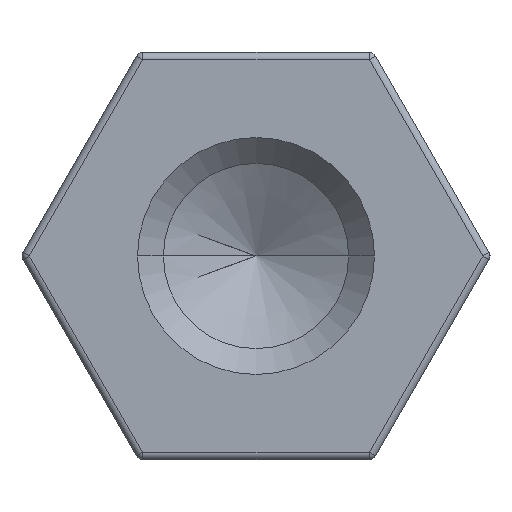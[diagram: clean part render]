
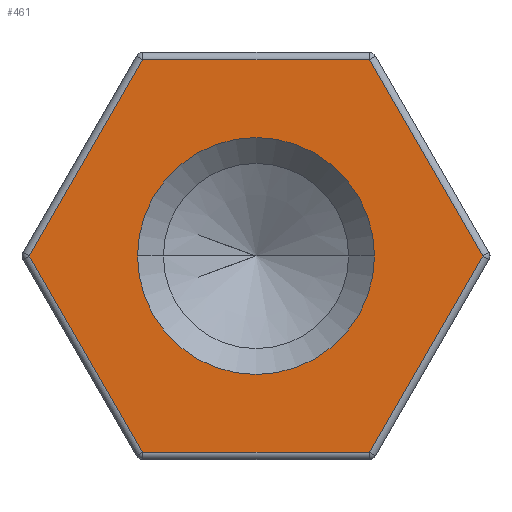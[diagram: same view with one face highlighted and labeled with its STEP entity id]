
A CAD part, left-side view. The second image highlights one B-rep face of the part: STEP entity #461.
In plain terms, the highlighted planar face has unit normal (-1, 0, 0).
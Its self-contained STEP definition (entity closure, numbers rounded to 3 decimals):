
#41 = VERTEX_POINT ( 'NONE', #438 ) ;
#43 = VERTEX_POINT ( 'NONE', #460 ) ;
#64 = CARTESIAN_POINT ( 'NONE',  ( 0., 0., 0. ) ) ;
#66 = DIRECTION ( 'NONE',  ( 1., 0., 0. ) ) ;
#69 = PLANE ( 'NONE',  #965 ) ;
#74 = FACE_BOUND ( 'NONE', #498, .T. ) ;
#87 = ORIENTED_EDGE ( 'NONE', *, *, #147, .T. ) ;
#128 = ORIENTED_EDGE ( 'NONE', *, *, #1254, .T. ) ;
#138 = DIRECTION ( 'NONE',  ( 1., 0., 0. ) ) ;
#140 = CARTESIAN_POINT ( 'NONE',  ( 0., 0., 0. ) ) ;
#147 = EDGE_CURVE ( 'NONE', #549, #398, #912, .T. ) ;
#153 = VERTEX_POINT ( 'NONE', #154 ) ;
#154 = CARTESIAN_POINT ( 'NONE',  ( 0., 3.06, 0. ) ) ;
#173 = ORIENTED_EDGE ( 'NONE', *, *, #218, .T. ) ;
#218 = EDGE_CURVE ( 'NONE', #41, #313, #1113, .T. ) ;
#246 = EDGE_CURVE ( 'NONE', #1107, #41, #856, .T. ) ;
#274 = LINE ( 'NONE', #961, #1112 ) ;
#313 = VERTEX_POINT ( 'NONE', #1091 ) ;
#316 = ORIENTED_EDGE ( 'NONE', *, *, #486, .T. ) ;
#336 = VECTOR ( 'NONE', #880, 1000. ) ;
#376 = ORIENTED_EDGE ( 'NONE', *, *, #767, .T. ) ;
#398 = VERTEX_POINT ( 'NONE', #1365 ) ;
#436 = VERTEX_POINT ( 'NONE', #1340 ) ;
#438 = CARTESIAN_POINT ( 'NONE',  ( 0., -1.53, 2.65 ) ) ;
#460 = CARTESIAN_POINT ( 'NONE',  ( 0., 1.53, -2.65 ) ) ;
#461 = ADVANCED_FACE ( 'NONE', ( #1018, #74 ), #69, .F. ) ;
#472 = EDGE_LOOP ( 'NONE', ( #860, #173, #376, #543, #128, #316 ) ) ;
#476 = CARTESIAN_POINT ( 'NONE',  ( 0., 0., -2.65 ) ) ;
#486 = EDGE_CURVE ( 'NONE', #436, #1107, #274, .T. ) ;
#498 = EDGE_LOOP ( 'NONE', ( #583, #87 ) ) ;
#515 = DIRECTION ( 'NONE',  ( 0., 1., 0. ) ) ;
#523 = DIRECTION ( 'NONE',  ( 1., 0., 0. ) ) ;
#527 = CARTESIAN_POINT ( 'NONE',  ( 0., 0., 0. ) ) ;
#543 = ORIENTED_EDGE ( 'NONE', *, *, #903, .T. ) ;
#545 = AXIS2_PLACEMENT_3D ( 'NONE', #140, #138, #1252 ) ;
#549 = VERTEX_POINT ( 'NONE', #1258 ) ;
#583 = ORIENTED_EDGE ( 'NONE', *, *, #976, .T. ) ;
#617 = VECTOR ( 'NONE', #1304, 1000. ) ;
#662 = DIRECTION ( 'NONE',  ( 0., -0.5, -0.866 ) ) ;
#664 = CARTESIAN_POINT ( 'NONE',  ( 0., 2.295, -1.325 ) ) ;
#722 = VECTOR ( 'NONE', #1154, 1000. ) ;
#767 = EDGE_CURVE ( 'NONE', #313, #153, #1016, .T. ) ;
#856 = LINE ( 'NONE', #1168, #617 ) ;
#860 = ORIENTED_EDGE ( 'NONE', *, *, #246, .T. ) ;
#880 = DIRECTION ( 'NONE',  ( 0., 0.5, -0.866 ) ) ;
#885 = CARTESIAN_POINT ( 'NONE',  ( 0., 2.295, 1.325 ) ) ;
#893 = CIRCLE ( 'NONE', #905, 1.6 ) ;
#903 = EDGE_CURVE ( 'NONE', #153, #43, #1200, .T. ) ;
#905 = AXIS2_PLACEMENT_3D ( 'NONE', #527, #523, #515 ) ;
#912 = CIRCLE ( 'NONE', #545, 1.6 ) ;
#961 = CARTESIAN_POINT ( 'NONE',  ( 0., -2.295, -1.325 ) ) ;
#965 = AXIS2_PLACEMENT_3D ( 'NONE', #64, #66, #1405 ) ;
#976 = EDGE_CURVE ( 'NONE', #398, #549, #893, .T. ) ;
#1001 = VECTOR ( 'NONE', #662, 1000. ) ;
#1016 = LINE ( 'NONE', #885, #336 ) ;
#1018 = FACE_OUTER_BOUND ( 'NONE', #472, .T. ) ;
#1091 = CARTESIAN_POINT ( 'NONE',  ( 0., 1.53, 2.65 ) ) ;
#1107 = VERTEX_POINT ( 'NONE', #1314 ) ;
#1112 = VECTOR ( 'NONE', #1247, 1000. ) ;
#1113 = LINE ( 'NONE', #1114, #1316 ) ;
#1114 = CARTESIAN_POINT ( 'NONE',  ( 0., 0., 2.65 ) ) ;
#1154 = DIRECTION ( 'NONE',  ( 0., -1., 0. ) ) ;
#1168 = CARTESIAN_POINT ( 'NONE',  ( 0., -2.295, 1.325 ) ) ;
#1200 = LINE ( 'NONE', #664, #1001 ) ;
#1247 = DIRECTION ( 'NONE',  ( 0., -0.5, 0.866 ) ) ;
#1252 = DIRECTION ( 'NONE',  ( 0., 1., 0. ) ) ;
#1254 = EDGE_CURVE ( 'NONE', #43, #436, #1414, .T. ) ;
#1258 = CARTESIAN_POINT ( 'NONE',  ( 0., -1.6, 0. ) ) ;
#1304 = DIRECTION ( 'NONE',  ( 0., 0.5, 0.866 ) ) ;
#1314 = CARTESIAN_POINT ( 'NONE',  ( 0., -3.06, 0. ) ) ;
#1316 = VECTOR ( 'NONE', #1317, 1000. ) ;
#1317 = DIRECTION ( 'NONE',  ( 0., 1., 0. ) ) ;
#1340 = CARTESIAN_POINT ( 'NONE',  ( 0., -1.53, -2.65 ) ) ;
#1365 = CARTESIAN_POINT ( 'NONE',  ( 0., 1.6, 0. ) ) ;
#1405 = DIRECTION ( 'NONE',  ( 0., 1., 0. ) ) ;
#1414 = LINE ( 'NONE', #476, #722 ) ;
